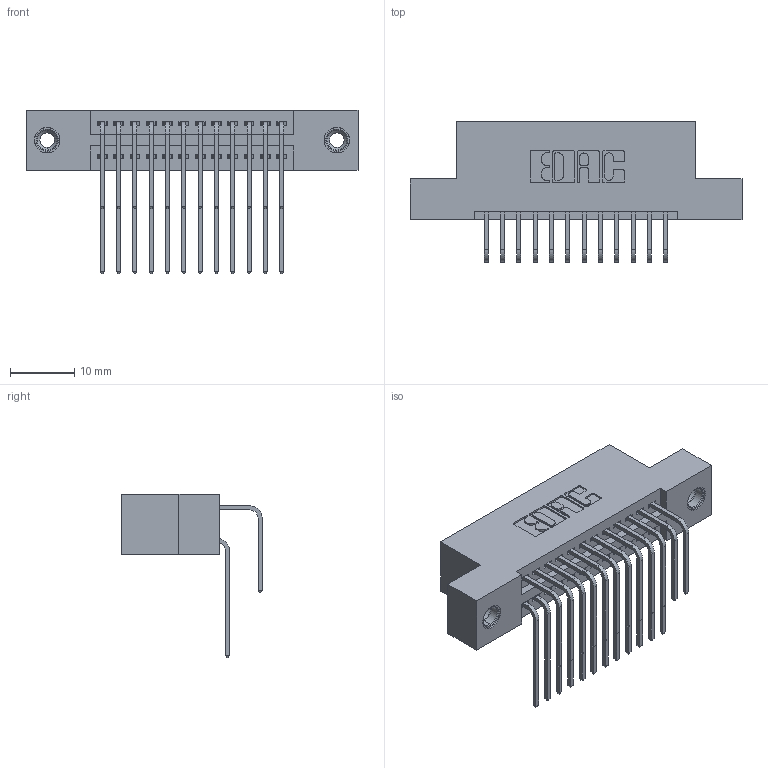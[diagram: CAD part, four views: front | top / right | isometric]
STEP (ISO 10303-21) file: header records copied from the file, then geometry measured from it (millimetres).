
FILE_DESCRIPTION (( 'STEP AP203' ), '1' );
FILE_NAME ('345-024-558-208.STEP', '2018-08-21T09:04:27', ( '' ), ( '' ), 'SwSTEP 2.0', 'SolidWorks 2016', '' );
FILE_SCHEMA (( 'CONFIG_CONTROL_DESIGN' ));
Length unit declared in the file: inch
Products named in the file (5): 345-024-558-208; 345 Part_Flush Mounting Lugs - 0.156 Dia-TI; 345-292-001_558 559 Tail - 1; 345-292-001_558 Tail - 2; 345-250-001_345-250-003-102
Assembly tree (27 placements, depth 2):
  345-024-558-208
    345 Part_Flush Mounting Lugs - 0.156 Dia-TI
    345-292-001_558 559 Tail - 1  x12
    345-292-001_558 Tail - 2  x12
    345-250-001_345-250-003-102  x2
Bounding box: 51.69 x 21.83 x 25.53 mm (x, y, z)
Volume: 4874.6 mm3; surface area: 7288.9 mm2
Topology: 27 solids, 27 shells, 1434 faces, 4197 edges, 2758 vertices
Faces by surface type: plane 952, cylinder 466, cone 12, torus 4
Entity records: 16292 total; most frequent: CARTESIAN_POINT 2786, ORIENTED_EDGE 2662, DIRECTION 2493, EDGE_CURVE 1331, VECTOR 1091, LINE 1091, VERTEX_POINT 880, AXIS2_PLACEMENT_3D 701
